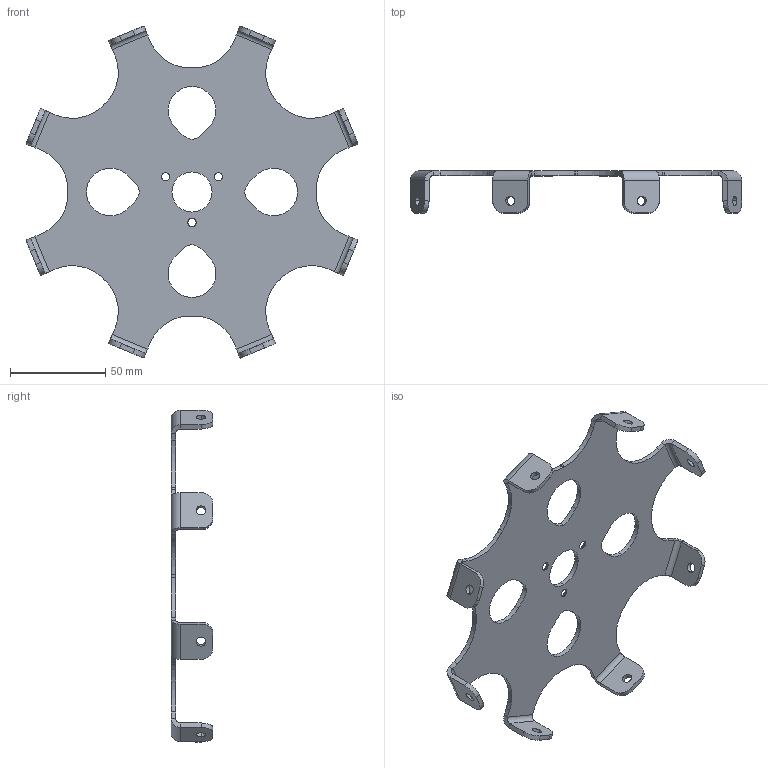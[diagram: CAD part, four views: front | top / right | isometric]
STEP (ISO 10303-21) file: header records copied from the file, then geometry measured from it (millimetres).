
FILE_DESCRIPTION (( 'STEP AP214' ), '1' );
FILE_NAME ('Rod-Mount.STEP', '2023-12-11T18:46:02', ( '' ), ( '' ), 'SwSTEP 2.0', 'SolidWorks 2022', '' );
FILE_SCHEMA (( 'AUTOMOTIVE_DESIGN' ));
Length unit declared in the file: millimetre
Products named in the file (1): Rod-Mount
Bounding box: 173.95 x 22 x 173.95 mm (x, y, z)
Volume: 45503 mm3; surface area: 40291.8 mm2
Topology: 1 solids, 1 shells, 186 faces, 482 edges, 298 vertices
Faces by surface type: cylinder 94, plane 78, bspline 8, cone 6
Entity records: 5774 total; most frequent: CARTESIAN_POINT 1039, DIRECTION 1018, ORIENTED_EDGE 964, EDGE_CURVE 482, AXIS2_PLACEMENT_3D 373, VERTEX_POINT 298, LINE 272, VECTOR 272
